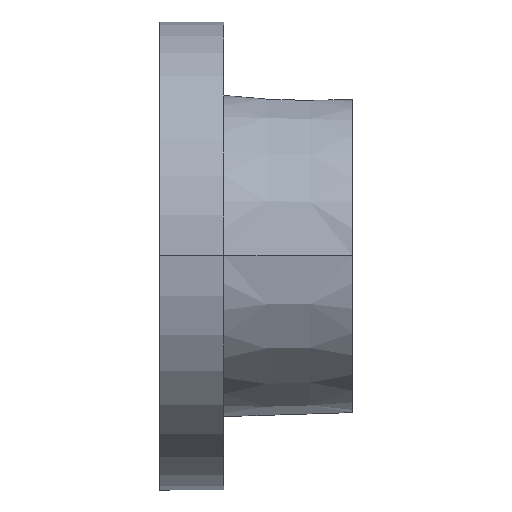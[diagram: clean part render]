
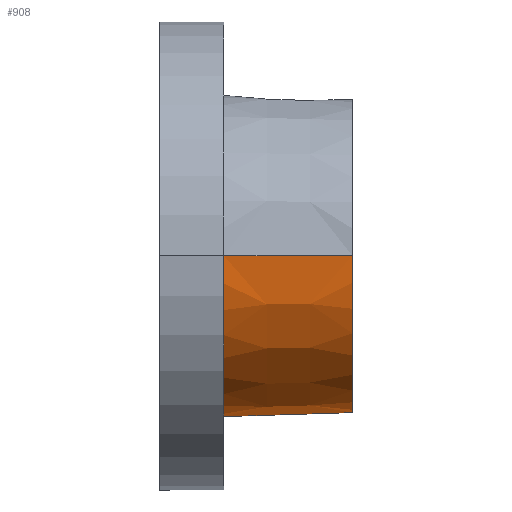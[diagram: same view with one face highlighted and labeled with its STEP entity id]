
A CAD part, top view. The second image highlights one B-rep face of the part: STEP entity #908.
In plain terms, the highlighted conical face has half-angle 1.79 degrees and reference radius 27.781 mm.
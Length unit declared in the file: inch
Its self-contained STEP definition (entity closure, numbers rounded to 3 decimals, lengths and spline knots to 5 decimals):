
#3 = DIRECTION ( 'NONE',  ( -1., 0., 0.031 ) ) ;
#45 = VERTEX_POINT ( 'NONE', #804 ) ;
#68 = VERTEX_POINT ( 'NONE', #715 ) ;
#87 = CARTESIAN_POINT ( 'NONE',  ( 0., 0., 0. ) ) ;
#102 = DIRECTION ( 'NONE',  ( 1., 0., 0. ) ) ;
#156 = EDGE_CURVE ( 'NONE', #68, #224, #674, .T. ) ;
#166 = AXIS2_PLACEMENT_3D ( 'NONE', #87, #603, #168 ) ;
#168 = DIRECTION ( 'NONE',  ( 0., 0., -1. ) ) ;
#180 = CARTESIAN_POINT ( 'NONE',  ( 34.99825, 0., 0. ) ) ;
#187 = VERTEX_POINT ( 'NONE', #255 ) ;
#224 = VERTEX_POINT ( 'NONE', #784 ) ;
#231 = DIRECTION ( 'NONE',  ( 0., 0., -1. ) ) ;
#244 = ORIENTED_EDGE ( 'NONE', *, *, #462, .T. ) ;
#250 = VECTOR ( 'NONE', #3, 39.37008 ) ;
#255 = CARTESIAN_POINT ( 'NONE',  ( 0., 0., 1.09375 ) ) ;
#265 = LINE ( 'NONE', #681, #250 ) ;
#337 = AXIS2_PLACEMENT_3D ( 'NONE', #841, #388, #231 ) ;
#388 = DIRECTION ( 'NONE',  ( -1., 0., 0. ) ) ;
#411 = DIRECTION ( 'NONE',  ( -1., -0.031, 0.001 ) ) ;
#420 = EDGE_CURVE ( 'NONE', #187, #224, #446, .T. ) ;
#446 = CIRCLE ( 'NONE', #166, 1.09375 ) ;
#450 = ORIENTED_EDGE ( 'NONE', *, *, #156, .F. ) ;
#462 = EDGE_CURVE ( 'NONE', #45, #187, #265, .T. ) ;
#507 = EDGE_CURVE ( 'NONE', #45, #68, #917, .T. ) ;
#539 = CARTESIAN_POINT ( 'NONE',  ( 0.875, 0., 0. ) ) ;
#603 = DIRECTION ( 'NONE',  ( 1., 0., 0. ) ) ;
#613 = DIRECTION ( 'NONE',  ( 0., 0., -1. ) ) ;
#617 = VECTOR ( 'NONE', #411, 39.37008 ) ;
#657 = AXIS2_PLACEMENT_3D ( 'NONE', #539, #102, #613 ) ;
#666 = CONICAL_SURFACE ( 'NONE', #337, 1.09375, 0.031 ) ;
#674 = LINE ( 'NONE', #180, #617 ) ;
#681 = CARTESIAN_POINT ( 'NONE',  ( 0., 0., 1.09375 ) ) ;
#707 = FACE_OUTER_BOUND ( 'NONE', #768, .T. ) ;
#715 = CARTESIAN_POINT ( 'NONE',  ( 0.875, -1.06624, 0.01861 ) ) ;
#768 = EDGE_LOOP ( 'NONE', ( #789, #244, #893, #450 ) ) ;
#784 = CARTESIAN_POINT ( 'NONE',  ( 0., -1.09358, 0.01909 ) ) ;
#789 = ORIENTED_EDGE ( 'NONE', *, *, #507, .F. ) ;
#804 = CARTESIAN_POINT ( 'NONE',  ( 0.875, 0., 1.0664 ) ) ;
#841 = CARTESIAN_POINT ( 'NONE',  ( 0., 0., 0. ) ) ;
#893 = ORIENTED_EDGE ( 'NONE', *, *, #420, .T. ) ;
#908 = ADVANCED_FACE ( 'NONE', ( #707 ), #666, .T. ) ;
#917 = CIRCLE ( 'NONE', #657, 1.0664 ) ;
